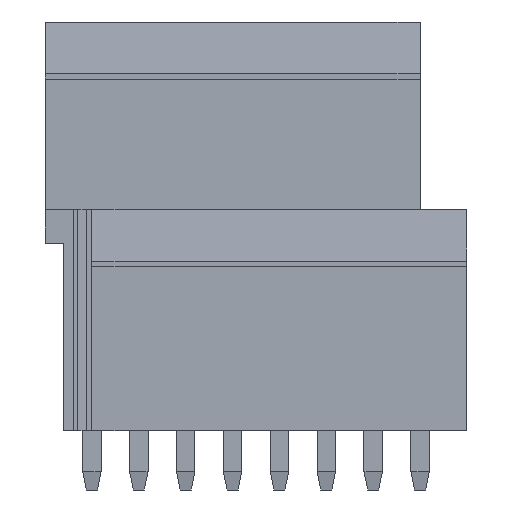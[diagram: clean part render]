
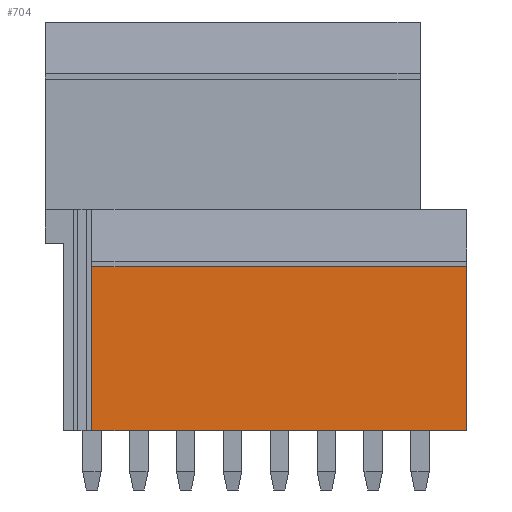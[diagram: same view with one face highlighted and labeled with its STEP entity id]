
A CAD part, front view. The second image highlights one B-rep face of the part: STEP entity #704.
In plain terms, the highlighted planar face has unit normal (0, -1, 0).
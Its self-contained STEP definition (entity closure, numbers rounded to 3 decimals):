
#684=AXIS2_PLACEMENT_3D('Plane Axis2P3D',#681,#682,#683) ;
#628=CARTESIAN_POINT('Vertex',(2.54,0.8,12.1)) ;
#631=CARTESIAN_POINT('Line Origine',(12.7,0.8,12.1)) ;
#635=CARTESIAN_POINT('Vertex',(22.86,0.8,12.1)) ;
#659=CARTESIAN_POINT('Vertex',(2.54,0.8,3.2)) ;
#662=CARTESIAN_POINT('Line Origine',(2.54,0.8,7.65)) ;
#681=CARTESIAN_POINT('Axis2P3D Location',(0.,0.8,3.2)) ;
#686=CARTESIAN_POINT('Line Origine',(12.7,0.8,3.2)) ;
#690=CARTESIAN_POINT('Vertex',(22.86,0.8,3.2)) ;
#693=CARTESIAN_POINT('Line Origine',(22.86,0.8,7.65)) ;
#632=DIRECTION('Vector Direction',(1.,0.,0.)) ;
#663=DIRECTION('Vector Direction',(0.,0.,1.)) ;
#682=DIRECTION('Axis2P3D Direction',(-0.,1.,0.)) ;
#683=DIRECTION('Axis2P3D XDirection',(0.,0.,1.)) ;
#687=DIRECTION('Vector Direction',(1.,0.,0.)) ;
#694=DIRECTION('Vector Direction',(0.,0.,1.)) ;
#633=VECTOR('Line Direction',#632,1.) ;
#664=VECTOR('Line Direction',#663,1.) ;
#688=VECTOR('Line Direction',#687,1.) ;
#695=VECTOR('Line Direction',#694,1.) ;
#699=ORIENTED_EDGE('',*,*,#666,.F.) ;
#700=ORIENTED_EDGE('',*,*,#692,.T.) ;
#701=ORIENTED_EDGE('',*,*,#697,.T.) ;
#702=ORIENTED_EDGE('',*,*,#637,.F.) ;
#704=ADVANCED_FACE('Housing',(#703),#685,.F.) ;
#637=EDGE_CURVE('',#629,#636,#634,.T.) ;
#666=EDGE_CURVE('',#660,#629,#665,.T.) ;
#692=EDGE_CURVE('',#660,#691,#689,.T.) ;
#697=EDGE_CURVE('',#691,#636,#696,.T.) ;
#698=EDGE_LOOP('',(#699,#700,#701,#702)) ;
#703=FACE_OUTER_BOUND('',#698,.T.) ;
#634=LINE('Line',#631,#633) ;
#665=LINE('Line',#662,#664) ;
#689=LINE('Line',#686,#688) ;
#696=LINE('Line',#693,#695) ;
#685=PLANE('',#684) ;
#629=VERTEX_POINT('',#628) ;
#636=VERTEX_POINT('',#635) ;
#660=VERTEX_POINT('',#659) ;
#691=VERTEX_POINT('',#690) ;
